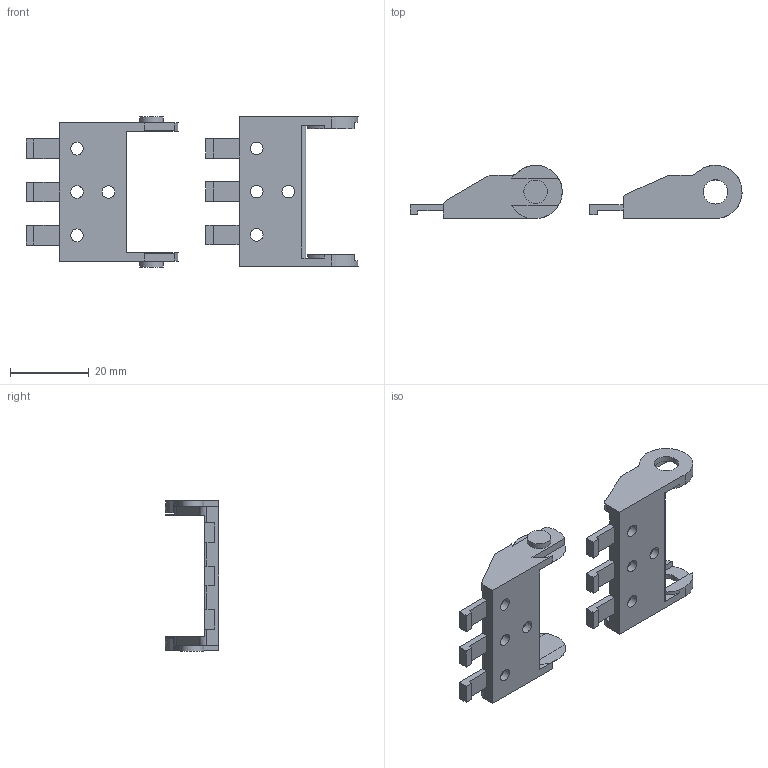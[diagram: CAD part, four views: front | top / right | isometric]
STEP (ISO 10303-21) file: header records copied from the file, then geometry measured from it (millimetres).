
FILE_DESCRIPTION (( 'STEP AP214' ), '1' );
FILE_NAME ('CDC-KAZ-04X12.STEP', '2024-12-06T16:22:16', ( '' ), ( '' ), 'SwSTEP 2.0', 'SolidWorks 2024', '' );
FILE_SCHEMA (( 'AUTOMOTIVE_DESIGN' ));
Length unit declared in the file: inch
Products named in the file (1): CDC-KAZ-04X12
Bounding box: 84.42 x 13.49 x 38.2 mm (x, y, z)
Volume: 6256.3 mm3; surface area: 6454.7 mm2
Topology: 2 solids, 2 shells, 130 faces, 360 edges, 236 vertices
Faces by surface type: plane 80, cylinder 42, cone 8
Full cylindrical faces by diameter (mm): 3.2 x8, 6 x2, 6.2 x2
Entity records: 4132 total; most frequent: DIRECTION 708, CARTESIAN_POINT 707, ORIENTED_EDGE 680, EDGE_CURVE 340, AXIS2_PLACEMENT_3D 237, VERTEX_POINT 236, LINE 234, VECTOR 234
